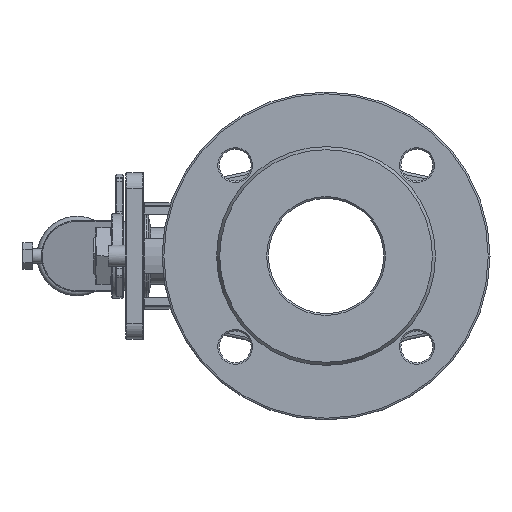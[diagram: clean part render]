
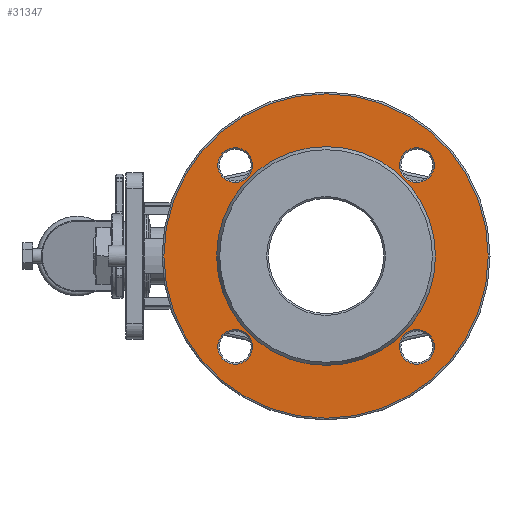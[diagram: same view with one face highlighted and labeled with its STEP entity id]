
A CAD part, left-side view. The second image highlights one B-rep face of the part: STEP entity #31347.
In plain terms, the highlighted planar face has unit normal (-1, 0, 0).
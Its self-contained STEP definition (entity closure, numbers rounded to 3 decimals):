
#239 = VERTEX_POINT ( 'NONE', #46231 ) ;
#1271 = CARTESIAN_POINT ( 'NONE',  ( -94., -51.265, -51.265 ) ) ;
#1547 = CARTESIAN_POINT ( 'NONE',  ( -94., 92.5, 0. ) ) ;
#1690 = EDGE_LOOP ( 'NONE', ( #6899 ) ) ;
#2230 = VERTEX_POINT ( 'NONE', #12240 ) ;
#2643 = EDGE_LOOP ( 'NONE', ( #14641 ) ) ;
#4039 = CARTESIAN_POINT ( 'NONE',  ( -94., 41.465, 51.265 ) ) ;
#4251 = FACE_BOUND ( 'NONE', #16785, .T. ) ;
#5092 = DIRECTION ( 'NONE',  ( 1., 0., 0. ) ) ;
#5812 = DIRECTION ( 'NONE',  ( 0., -1., 0. ) ) ;
#5971 = CARTESIAN_POINT ( 'NONE',  ( -94., 0., 0. ) ) ;
#6206 = VERTEX_POINT ( 'NONE', #34473 ) ;
#6899 = ORIENTED_EDGE ( 'NONE', *, *, #47346, .T. ) ;
#8223 = AXIS2_PLACEMENT_3D ( 'NONE', #1271, #9482, #31148 ) ;
#8259 = FACE_OUTER_BOUND ( 'NONE', #1690, .T. ) ;
#9482 = DIRECTION ( 'NONE',  ( 1., 0., 0. ) ) ;
#10280 = EDGE_LOOP ( 'NONE', ( #11256 ) ) ;
#10576 = AXIS2_PLACEMENT_3D ( 'NONE', #5971, #39386, #22943 ) ;
#10655 = EDGE_CURVE ( 'NONE', #239, #239, #54569, .T. ) ;
#11256 = ORIENTED_EDGE ( 'NONE', *, *, #49751, .T. ) ;
#11588 = FACE_BOUND ( 'NONE', #12693, .T. ) ;
#12240 = CARTESIAN_POINT ( 'NONE',  ( -94., 41.465, -51.265 ) ) ;
#12355 = CARTESIAN_POINT ( 'NONE',  ( -94., -51.265, 51.265 ) ) ;
#12604 = CARTESIAN_POINT ( 'NONE',  ( -94., 61.732, 0. ) ) ;
#12693 = EDGE_LOOP ( 'NONE', ( #24467 ) ) ;
#13675 = DIRECTION ( 'NONE',  ( 0., -1., 0. ) ) ;
#13852 = PLANE ( 'NONE',  #22419 ) ;
#13937 = CIRCLE ( 'NONE', #10576, 91.5 ) ;
#14308 = AXIS2_PLACEMENT_3D ( 'NONE', #34574, #5092, #47624 ) ;
#14641 = ORIENTED_EDGE ( 'NONE', *, *, #25463, .T. ) ;
#14824 = VERTEX_POINT ( 'NONE', #12604 ) ;
#16785 = EDGE_LOOP ( 'NONE', ( #35207 ) ) ;
#17610 = CIRCLE ( 'NONE', #22091, 9.8 ) ;
#18615 = CARTESIAN_POINT ( 'NONE',  ( -94., 51.265, -51.265 ) ) ;
#21581 = CARTESIAN_POINT ( 'NONE',  ( -94., -91.5, 0. ) ) ;
#21704 = CIRCLE ( 'NONE', #28468, 9.8 ) ;
#22091 = AXIS2_PLACEMENT_3D ( 'NONE', #12355, #25073, #55193 ) ;
#22164 = AXIS2_PLACEMENT_3D ( 'NONE', #38529, #42080, #42444 ) ;
#22419 = AXIS2_PLACEMENT_3D ( 'NONE', #1547, #25645, #13675 ) ;
#22943 = DIRECTION ( 'NONE',  ( 0., -1., 0. ) ) ;
#22953 = FACE_BOUND ( 'NONE', #10280, .T. ) ;
#24467 = ORIENTED_EDGE ( 'NONE', *, *, #10655, .T. ) ;
#25073 = DIRECTION ( 'NONE',  ( 1., 0., 0. ) ) ;
#25463 = EDGE_CURVE ( 'NONE', #28259, #28259, #48447, .T. ) ;
#25645 = DIRECTION ( 'NONE',  ( -1., 0., 0. ) ) ;
#28259 = VERTEX_POINT ( 'NONE', #4039 ) ;
#28468 = AXIS2_PLACEMENT_3D ( 'NONE', #18615, #31920, #5812 ) ;
#30287 = EDGE_CURVE ( 'NONE', #2230, #2230, #21704, .T. ) ;
#30915 = VERTEX_POINT ( 'NONE', #21581 ) ;
#31148 = DIRECTION ( 'NONE',  ( 0., -1., 0. ) ) ;
#31347 = ADVANCED_FACE ( 'NONE', ( #55103, #4251, #11588, #22953, #8259, #34236 ), #13852, .T. ) ;
#31920 = DIRECTION ( 'NONE',  ( 1., 0., 0. ) ) ;
#34236 = FACE_BOUND ( 'NONE', #37314, .T. ) ;
#34473 = CARTESIAN_POINT ( 'NONE',  ( -94., -61.065, 51.265 ) ) ;
#34574 = CARTESIAN_POINT ( 'NONE',  ( -94., 0., 0. ) ) ;
#35207 = ORIENTED_EDGE ( 'NONE', *, *, #30287, .T. ) ;
#37314 = EDGE_LOOP ( 'NONE', ( #53281 ) ) ;
#38529 = CARTESIAN_POINT ( 'NONE',  ( -94., 51.265, 51.265 ) ) ;
#39386 = DIRECTION ( 'NONE',  ( -1., 0., 0. ) ) ;
#42080 = DIRECTION ( 'NONE',  ( 1., 0., 0. ) ) ;
#42444 = DIRECTION ( 'NONE',  ( 0., -1., 0. ) ) ;
#42535 = EDGE_CURVE ( 'NONE', #14824, #14824, #49653, .T. ) ;
#46231 = CARTESIAN_POINT ( 'NONE',  ( -94., -61.065, -51.265 ) ) ;
#47346 = EDGE_CURVE ( 'NONE', #30915, #30915, #13937, .T. ) ;
#47624 = DIRECTION ( 'NONE',  ( 0., 1., 0. ) ) ;
#48447 = CIRCLE ( 'NONE', #22164, 9.8 ) ;
#49653 = CIRCLE ( 'NONE', #14308, 61.732 ) ;
#49751 = EDGE_CURVE ( 'NONE', #6206, #6206, #17610, .T. ) ;
#53281 = ORIENTED_EDGE ( 'NONE', *, *, #42535, .T. ) ;
#54569 = CIRCLE ( 'NONE', #8223, 9.8 ) ;
#55103 = FACE_BOUND ( 'NONE', #2643, .T. ) ;
#55193 = DIRECTION ( 'NONE',  ( 0., -1., 0. ) ) ;
